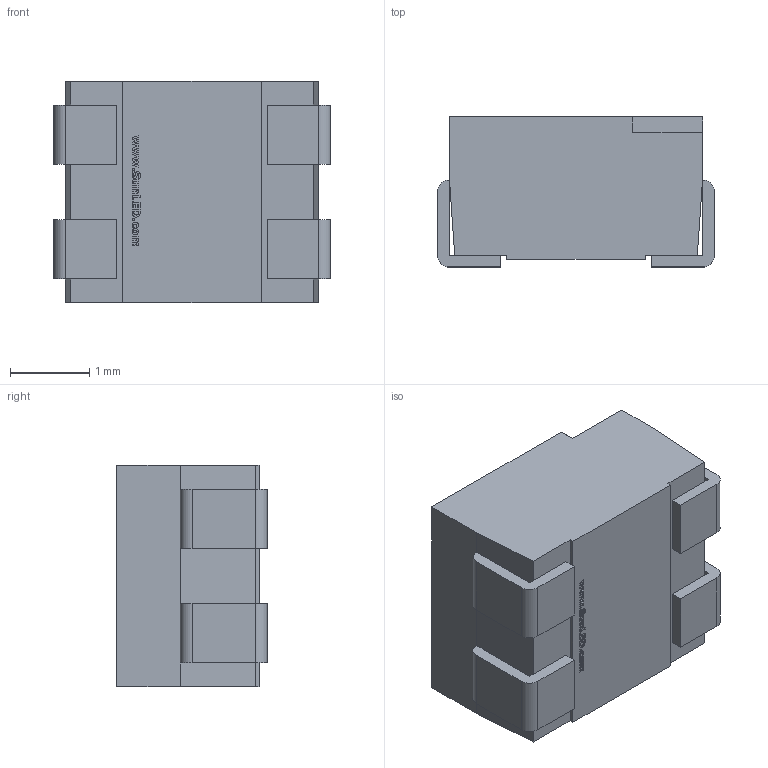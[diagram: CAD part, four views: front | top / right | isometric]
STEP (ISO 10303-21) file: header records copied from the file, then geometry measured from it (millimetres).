
FILE_DESCRIPTION (( 'STEP AP214' ), '1' );
FILE_NAME ('SunLED LED RGB CLEAR 4PLCC SMD.STEP', '2018-01-18T13:25:20', ( '' ), ( '' ), 'SwSTEP 2.0', 'SolidWorks 2018', '' );
FILE_SCHEMA (( 'AUTOMOTIVE_DESIGN' ));
Length unit declared in the file: millimetre
Products named in the file (1): SunLED LED RGB CLEAR 4PLCC SMD
Bounding box: 3.5 x 1.9 x 2.8 mm (x, y, z)
Volume: 14.1 mm3; surface area: 50.6 mm2
Topology: 1 solids, 1 shells, 253 faces, 702 edges, 464 vertices
Faces by surface type: plane 171, bspline 68, cylinder 12, cone 2
Entity records: 12772 total; most frequent: CARTESIAN_POINT 4630, ORIENTED_EDGE 1404, DIRECTION 966, EDGE_CURVE 702, LINE 538, VECTOR 538, VERTEX_POINT 464, EDGE_LOOP 270
